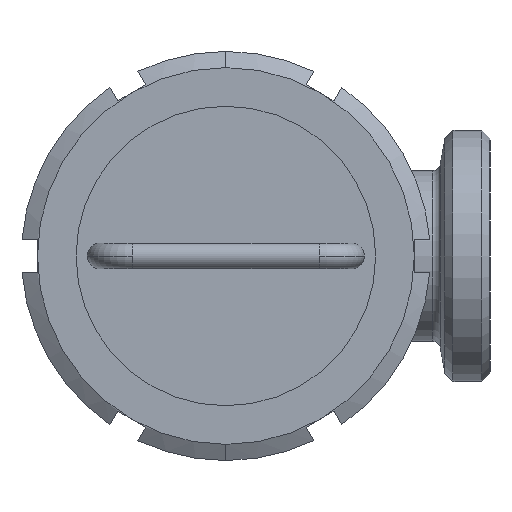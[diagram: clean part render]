
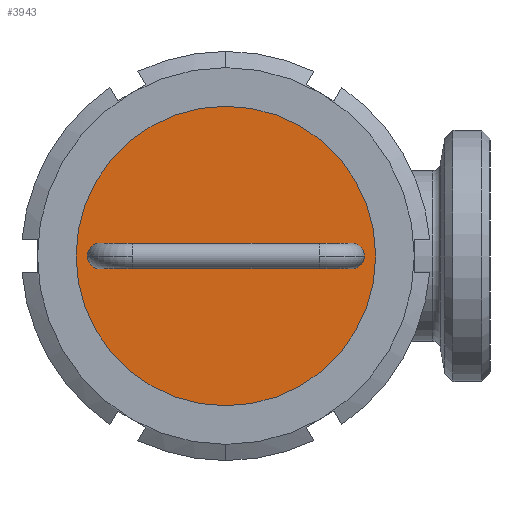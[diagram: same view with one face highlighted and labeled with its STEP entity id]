
A CAD part, left-side view. The second image highlights one B-rep face of the part: STEP entity #3943.
In plain terms, the highlighted planar face has unit normal (-1, 0, 0).
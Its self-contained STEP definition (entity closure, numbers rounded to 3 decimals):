
#204 = AXIS2_PLACEMENT_3D ( 'NONE', #2213, #2212, #2457 ) ;
#500 = CARTESIAN_POINT ( 'NONE',  ( -81.038, 39.127, -4.012 ) ) ;
#763 = ORIENTED_EDGE ( 'NONE', *, *, #1490, .T. ) ;
#764 = ORIENTED_EDGE ( 'NONE', *, *, #1491, .F. ) ;
#765 = ORIENTED_EDGE ( 'NONE', *, *, #1492, .F. ) ;
#766 = ORIENTED_EDGE ( 'NONE', *, *, #1505, .F. ) ;
#767 = ORIENTED_EDGE ( 'NONE', *, *, #1456, .F. ) ;
#780 = ORIENTED_EDGE ( 'NONE', *, *, #1465, .T. ) ;
#878 = EDGE_LOOP ( 'NONE', ( #766, #767 ) ) ;
#882 = EDGE_LOOP ( 'NONE', ( #780, #763 ) ) ;
#884 = EDGE_LOOP ( 'NONE', ( #764, #765 ) ) ;
#1163 = DIRECTION ( 'NONE',  ( 0., 0., -1. ) ) ;
#1164 = CARTESIAN_POINT ( 'NONE',  ( -81.038, -39.107, 0. ) ) ;
#1165 = DIRECTION ( 'NONE',  ( 1., 0., 0. ) ) ;
#1184 = DIRECTION ( 'NONE',  ( 0., 0., -1. ) ) ;
#1185 = DIRECTION ( 'NONE',  ( -1., 0., 0. ) ) ;
#1186 = CARTESIAN_POINT ( 'NONE',  ( -81.038, 39.127, 0. ) ) ;
#1456 = EDGE_CURVE ( 'NONE', #3749, #3823, #2912, .T. ) ;
#1465 = EDGE_CURVE ( 'NONE', #3775, #3772, #2926, .T. ) ;
#1490 = EDGE_CURVE ( 'NONE', #3772, #3775, #2960, .T. ) ;
#1491 = EDGE_CURVE ( 'NONE', #3802, #3796, #2962, .T. ) ;
#1492 = EDGE_CURVE ( 'NONE', #3796, #3802, #2957, .T. ) ;
#1505 = EDGE_CURVE ( 'NONE', #3823, #3749, #2975, .T. ) ;
#1552 = CARTESIAN_POINT ( 'NONE',  ( -81.038, 39.127, 4.012 ) ) ;
#1582 = CARTESIAN_POINT ( 'NONE',  ( -81.038, 0.01, -46.639 ) ) ;
#1677 = CARTESIAN_POINT ( 'NONE',  ( -81.038, -39.107, -4.012 ) ) ;
#1679 = CARTESIAN_POINT ( 'NONE',  ( -81.038, -39.107, 4.012 ) ) ;
#1683 = CARTESIAN_POINT ( 'NONE',  ( -81.038, 0.01, 46.64 ) ) ;
#2212 = DIRECTION ( 'NONE',  ( 1., 0., 0. ) ) ;
#2213 = CARTESIAN_POINT ( 'NONE',  ( -81.038, 0.01, 0. ) ) ;
#2219 = PLANE ( 'NONE',  #204 ) ;
#2220 = FACE_BOUND ( 'NONE', #878, .T. ) ;
#2222 = FACE_OUTER_BOUND ( 'NONE', #884, .T. ) ;
#2223 = FACE_BOUND ( 'NONE', #882, .T. ) ;
#2457 = DIRECTION ( 'NONE',  ( 0., 0., -1. ) ) ;
#2912 = CIRCLE ( 'NONE', #2916, 4.012 ) ;
#2916 = AXIS2_PLACEMENT_3D ( 'NONE', #1186, #1185, #1184 ) ;
#2926 = CIRCLE ( 'NONE', #2928, 4.012 ) ;
#2928 = AXIS2_PLACEMENT_3D ( 'NONE', #1164, #1165, #1163 ) ;
#2957 = CIRCLE ( 'NONE', #2967, 46.639 ) ;
#2960 = CIRCLE ( 'NONE', #2963, 4.012 ) ;
#2962 = CIRCLE ( 'NONE', #2965, 46.639 ) ;
#2963 = AXIS2_PLACEMENT_3D ( 'NONE', #3109, #3143, #3142 ) ;
#2965 = AXIS2_PLACEMENT_3D ( 'NONE', #3184, #3170, #3060 ) ;
#2967 = AXIS2_PLACEMENT_3D ( 'NONE', #3062, #3166, #3121 ) ;
#2975 = CIRCLE ( 'NONE', #2978, 4.012 ) ;
#2978 = AXIS2_PLACEMENT_3D ( 'NONE', #3093, #3104, #3103 ) ;
#3060 = DIRECTION ( 'NONE',  ( 0., 0., -1. ) ) ;
#3062 = CARTESIAN_POINT ( 'NONE',  ( -81.038, 0.01, 0. ) ) ;
#3093 = CARTESIAN_POINT ( 'NONE',  ( -81.038, 39.127, 0. ) ) ;
#3103 = DIRECTION ( 'NONE',  ( 0., 0., -1. ) ) ;
#3104 = DIRECTION ( 'NONE',  ( -1., 0., 0. ) ) ;
#3109 = CARTESIAN_POINT ( 'NONE',  ( -81.038, -39.107, 0. ) ) ;
#3121 = DIRECTION ( 'NONE',  ( 0., 0., -1. ) ) ;
#3142 = DIRECTION ( 'NONE',  ( 0., 0., -1. ) ) ;
#3143 = DIRECTION ( 'NONE',  ( 1., 0., 0. ) ) ;
#3166 = DIRECTION ( 'NONE',  ( 1., 0., 0. ) ) ;
#3170 = DIRECTION ( 'NONE',  ( 1., 0., 0. ) ) ;
#3184 = CARTESIAN_POINT ( 'NONE',  ( -81.038, 0.01, 0. ) ) ;
#3749 = VERTEX_POINT ( 'NONE', #500 ) ;
#3772 = VERTEX_POINT ( 'NONE', #1677 ) ;
#3775 = VERTEX_POINT ( 'NONE', #1679 ) ;
#3796 = VERTEX_POINT ( 'NONE', #1683 ) ;
#3802 = VERTEX_POINT ( 'NONE', #1582 ) ;
#3823 = VERTEX_POINT ( 'NONE', #1552 ) ;
#3943 = ADVANCED_FACE ( 'NONE', ( #2223, #2222, #2220 ), #2219, .F. ) ;
